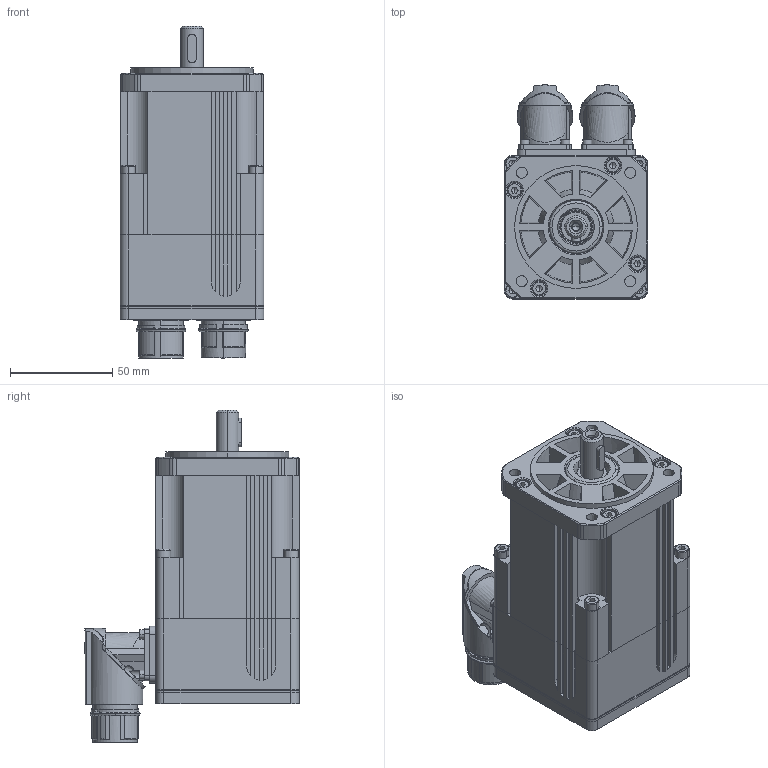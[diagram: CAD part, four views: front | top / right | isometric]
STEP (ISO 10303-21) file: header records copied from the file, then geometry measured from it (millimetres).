
FILE_DESCRIPTION((''),'2;1');
FILE_NAME('BL-72.stp','2012-08-29T09:18:30',('arodrigo'),(''),'Autodesk Inventor 9','Autodesk Inventor 9','');
FILE_SCHEMA(('AUTOMOTIVE_DESIGN { 1 0 10303 214 1 1 1 1 }'));
Length unit declared in the file: millimetre
Products named in the file (1): Pieza1
Bounding box: 70 x 104.53 x 162.13 mm (x, y, z)
Volume: 608835.9 mm3; surface area: 76379.8 mm2
Topology: 1 solids, 15 shells, 1506 faces, 3974 edges, 2429 vertices
Faces by surface type: plane 594, cylinder 405, bspline 249, cone 132, torus 80, sphere 46
Entity records: 49874 total; most frequent: CARTESIAN_POINT 13763, ORIENTED_EDGE 7632, DIRECTION 7574, EDGE_CURVE 3816, AXIS2_PLACEMENT_3D 2892, VERTEX_POINT 2429, VECTOR 1790, LINE 1790
